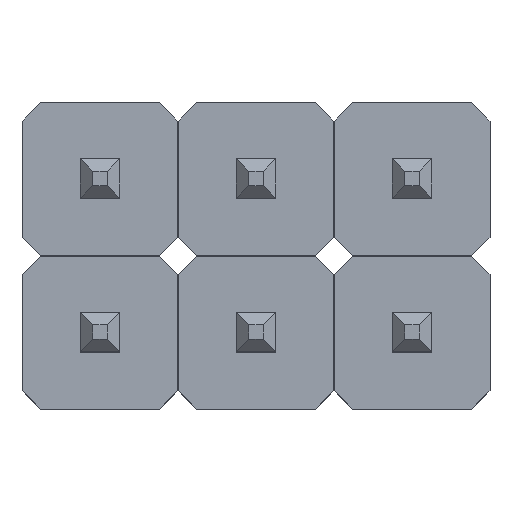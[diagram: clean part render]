
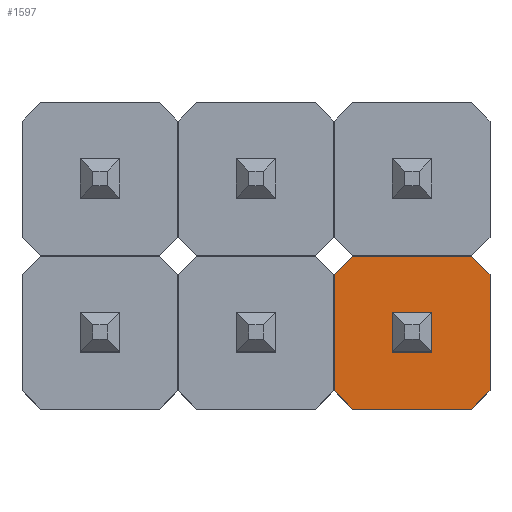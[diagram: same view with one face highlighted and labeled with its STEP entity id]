
A CAD part, top view. The second image highlights one B-rep face of the part: STEP entity #1597.
In plain terms, the highlighted planar face has unit normal (0, 0, 1).
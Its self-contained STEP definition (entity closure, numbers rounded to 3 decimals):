
#27=FACE_BOUND('',#188,.T.);
#91=FACE_OUTER_BOUND('',#187,.T.);
#187=EDGE_LOOP('',(#1195,#1196,#1197,#1198,#1199,#1200,#1201,#1202));
#188=EDGE_LOOP('',(#1203,#1204,#1205,#1206));
#331=LINE('',#2385,#547);
#332=LINE('',#2387,#548);
#333=LINE('',#2389,#549);
#334=LINE('',#2391,#550);
#335=LINE('',#2393,#551);
#336=LINE('',#2395,#552);
#337=LINE('',#2397,#553);
#338=LINE('',#2398,#554);
#339=LINE('',#2401,#555);
#340=LINE('',#2403,#556);
#341=LINE('',#2405,#557);
#342=LINE('',#2406,#558);
#547=VECTOR('',#1959,1000.);
#548=VECTOR('',#1960,1000.);
#549=VECTOR('',#1961,1000.);
#550=VECTOR('',#1962,1000.);
#551=VECTOR('',#1963,1000.);
#552=VECTOR('',#1964,1000.);
#553=VECTOR('',#1965,1000.);
#554=VECTOR('',#1966,1000.);
#555=VECTOR('',#1967,1000.);
#556=VECTOR('',#1968,1000.);
#557=VECTOR('',#1969,1000.);
#558=VECTOR('',#1970,1000.);
#727=VERTEX_POINT('',#2383);
#728=VERTEX_POINT('',#2384);
#729=VERTEX_POINT('',#2386);
#730=VERTEX_POINT('',#2388);
#731=VERTEX_POINT('',#2390);
#732=VERTEX_POINT('',#2392);
#733=VERTEX_POINT('',#2394);
#734=VERTEX_POINT('',#2396);
#735=VERTEX_POINT('',#2399);
#736=VERTEX_POINT('',#2400);
#737=VERTEX_POINT('',#2402);
#738=VERTEX_POINT('',#2404);
#895=EDGE_CURVE('',#727,#728,#331,.T.);
#896=EDGE_CURVE('',#729,#728,#332,.T.);
#897=EDGE_CURVE('',#729,#730,#333,.T.);
#898=EDGE_CURVE('',#731,#730,#334,.T.);
#899=EDGE_CURVE('',#731,#732,#335,.T.);
#900=EDGE_CURVE('',#733,#732,#336,.T.);
#901=EDGE_CURVE('',#733,#734,#337,.T.);
#902=EDGE_CURVE('',#727,#734,#338,.T.);
#903=EDGE_CURVE('',#735,#736,#339,.T.);
#904=EDGE_CURVE('',#735,#737,#340,.T.);
#905=EDGE_CURVE('',#738,#737,#341,.T.);
#906=EDGE_CURVE('',#736,#738,#342,.T.);
#1195=ORIENTED_EDGE('',*,*,#895,.T.);
#1196=ORIENTED_EDGE('',*,*,#896,.F.);
#1197=ORIENTED_EDGE('',*,*,#897,.T.);
#1198=ORIENTED_EDGE('',*,*,#898,.F.);
#1199=ORIENTED_EDGE('',*,*,#899,.T.);
#1200=ORIENTED_EDGE('',*,*,#900,.F.);
#1201=ORIENTED_EDGE('',*,*,#901,.T.);
#1202=ORIENTED_EDGE('',*,*,#902,.F.);
#1203=ORIENTED_EDGE('',*,*,#903,.F.);
#1204=ORIENTED_EDGE('',*,*,#904,.T.);
#1205=ORIENTED_EDGE('',*,*,#905,.F.);
#1206=ORIENTED_EDGE('',*,*,#906,.F.);
#1501=PLANE('',#1725);
#1597=ADVANCED_FACE('',(#91,#27),#1501,.T.);
#1725=AXIS2_PLACEMENT_3D('',#2382,#1957,#1958);
#1957=DIRECTION('center_axis',(0.,0.,1.));
#1958=DIRECTION('ref_axis',(1.,0.,0.));
#1959=DIRECTION('',(0.,1.,0.));
#1960=DIRECTION('',(0.707,-0.707,0.));
#1961=DIRECTION('',(-1.,0.,0.));
#1962=DIRECTION('',(0.707,0.707,0.));
#1963=DIRECTION('',(0.,-1.,0.));
#1964=DIRECTION('',(-0.707,0.707,0.));
#1965=DIRECTION('',(1.,0.,0.));
#1966=DIRECTION('',(-0.707,-0.707,0.));
#1967=DIRECTION('',(0.,1.,0.));
#1968=DIRECTION('',(-1.,0.,0.));
#1969=DIRECTION('',(0.,-1.,0.));
#1970=DIRECTION('',(-1.,0.,0.));
#2382=CARTESIAN_POINT('Origin',(3.81,1.245,2.29));
#2383=CARTESIAN_POINT('',(6.35,-0.945,2.29));
#2384=CARTESIAN_POINT('',(6.35,0.945,2.29));
#2385=CARTESIAN_POINT('',(6.35,1.245,2.29));
#2386=CARTESIAN_POINT('',(6.05,1.245,2.29));
#2387=CARTESIAN_POINT('',(6.2,1.095,2.29));
#2388=CARTESIAN_POINT('',(4.11,1.245,2.29));
#2389=CARTESIAN_POINT('',(3.81,1.245,2.29));
#2390=CARTESIAN_POINT('',(3.81,0.945,2.29));
#2391=CARTESIAN_POINT('',(3.96,1.095,2.29));
#2392=CARTESIAN_POINT('',(3.81,-0.945,2.29));
#2393=CARTESIAN_POINT('',(3.81,1.245,2.29));
#2394=CARTESIAN_POINT('',(4.11,-1.245,2.29));
#2395=CARTESIAN_POINT('',(3.96,-1.095,2.29));
#2396=CARTESIAN_POINT('',(6.05,-1.245,2.29));
#2397=CARTESIAN_POINT('',(3.81,-1.245,2.29));
#2398=CARTESIAN_POINT('',(6.2,-1.095,2.29));
#2399=CARTESIAN_POINT('',(5.4,-0.32,2.29));
#2400=CARTESIAN_POINT('',(5.4,0.32,2.29));
#2401=CARTESIAN_POINT('',(5.4,0.32,2.29));
#2402=CARTESIAN_POINT('',(4.76,-0.32,2.29));
#2403=CARTESIAN_POINT('',(3.81,-0.32,2.29));
#2404=CARTESIAN_POINT('',(4.76,0.32,2.29));
#2405=CARTESIAN_POINT('',(4.76,-0.32,2.29));
#2406=CARTESIAN_POINT('',(4.76,0.32,2.29));
